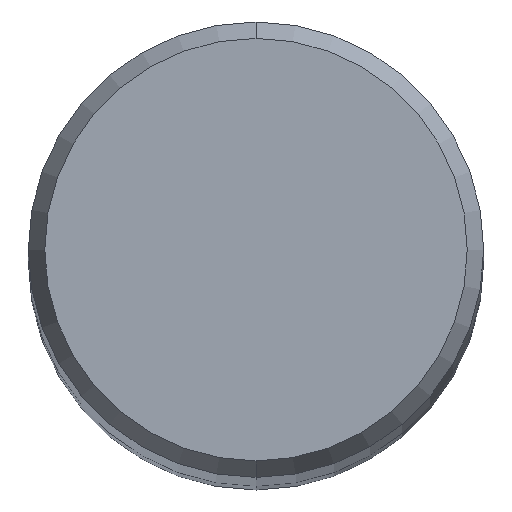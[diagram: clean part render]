
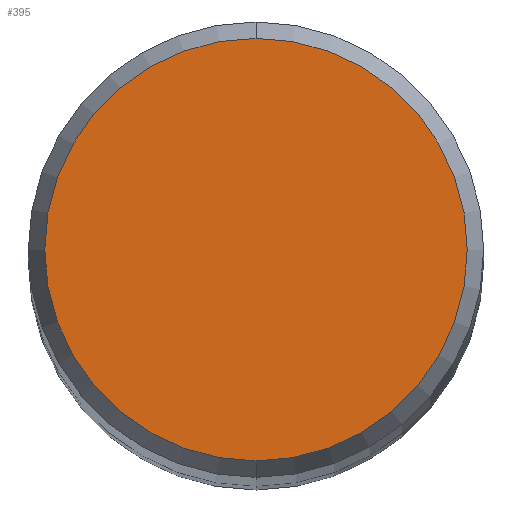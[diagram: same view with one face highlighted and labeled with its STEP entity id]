
A CAD part, top view. The second image highlights one B-rep face of the part: STEP entity #395.
In plain terms, the highlighted planar face has unit normal (0, 0, 1).
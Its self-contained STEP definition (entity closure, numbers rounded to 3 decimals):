
#181=EDGE_CURVE('',#303,#305,#451,.T.);
#303=VERTEX_POINT('',#582);
#305=VERTEX_POINT('',#584);
#387=EDGE_CURVE('',#305,#303,#675,.T.);
#395=ADVANCED_FACE('',(#684),#685,.T.);
#451=CIRCLE('',#758,2.946);
#582=CARTESIAN_POINT('',(0.0,2.946,0.));
#584=CARTESIAN_POINT('',(0.,-2.946,0.));
#675=CIRCLE('',#1253,2.946);
#684=FACE_OUTER_BOUND('',#1263,.T.);
#685=PLANE('',#1264);
#758=AXIS2_PLACEMENT_3D('',#1306,#1307,#1308);
#1253=AXIS2_PLACEMENT_3D('',#1543,#1544,#1545);
#1263=EDGE_LOOP('',(#1558,#1559));
#1264=AXIS2_PLACEMENT_3D('',#1560,#1561,#1562);
#1306=CARTESIAN_POINT('',(0.0,0.0,0.));
#1307=DIRECTION('',(0.0,0.0,-1.0));
#1308=DIRECTION('',(0.0,1.0,0.0));
#1543=CARTESIAN_POINT('',(0.0,0.0,0.));
#1544=DIRECTION('',(0.0,0.0,-1.0));
#1545=DIRECTION('',(0.0,1.0,0.0));
#1558=ORIENTED_EDGE('',*,*,#181,.F.);
#1559=ORIENTED_EDGE('',*,*,#387,.F.);
#1560=CARTESIAN_POINT('',(0.0,1.473,0.));
#1561=DIRECTION('',(-0.0,0.0,1.0));
#1562=DIRECTION('',(0.0,-1.0,0.0));
